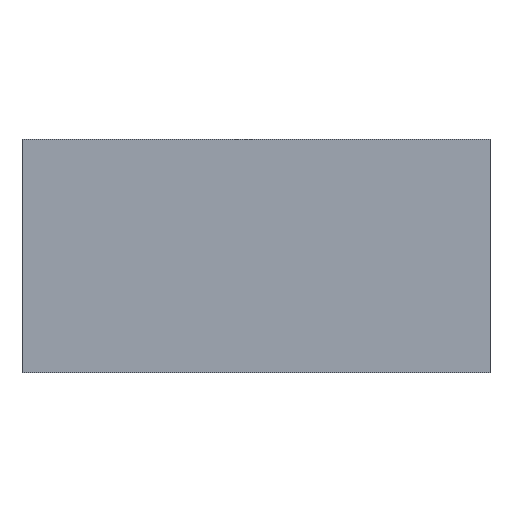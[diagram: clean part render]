
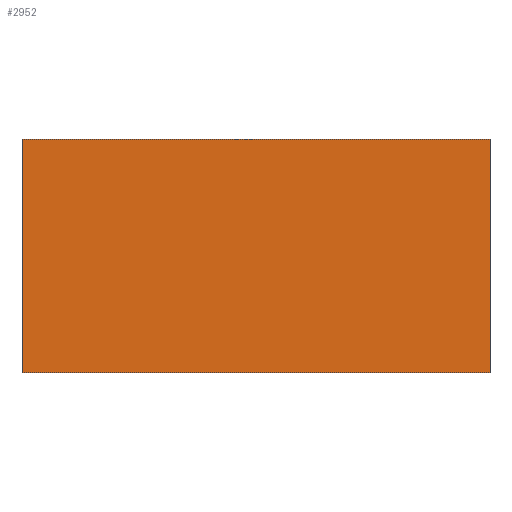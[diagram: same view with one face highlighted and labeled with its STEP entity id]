
A CAD part, front view. The second image highlights one B-rep face of the part: STEP entity #2952.
In plain terms, the highlighted planar face has unit normal (0, -1, 0).
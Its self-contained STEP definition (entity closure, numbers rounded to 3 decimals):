
#504=FACE_OUTER_BOUND('',#724,.T.);
#724=EDGE_LOOP('',(#2715,#2716,#2717,#2718));
#955=LINE('',#5064,#1189);
#956=LINE('',#5066,#1190);
#957=LINE('',#5068,#1191);
#958=LINE('',#5069,#1192);
#1189=VECTOR('',#4197,10.);
#1190=VECTOR('',#4198,10.);
#1191=VECTOR('',#4199,10.);
#1192=VECTOR('',#4200,10.);
#1499=VERTEX_POINT('',#5062);
#1500=VERTEX_POINT('',#5063);
#1501=VERTEX_POINT('',#5065);
#1502=VERTEX_POINT('',#5067);
#1911=EDGE_CURVE('',#1499,#1500,#955,.T.);
#1912=EDGE_CURVE('',#1500,#1501,#956,.T.);
#1913=EDGE_CURVE('',#1501,#1502,#957,.T.);
#1914=EDGE_CURVE('',#1502,#1499,#958,.T.);
#2715=ORIENTED_EDGE('',*,*,#1911,.T.);
#2716=ORIENTED_EDGE('',*,*,#1912,.T.);
#2717=ORIENTED_EDGE('',*,*,#1913,.T.);
#2718=ORIENTED_EDGE('',*,*,#1914,.T.);
#2825=PLANE('',#3333);
#2952=ADVANCED_FACE('',(#504),#2825,.T.);
#3333=AXIS2_PLACEMENT_3D('',#5061,#4195,#4196);
#4195=DIRECTION('center_axis',(0.,-1.,0.));
#4196=DIRECTION('ref_axis',(0.,0.,-1.));
#4197=DIRECTION('',(1.,0.,0.));
#4198=DIRECTION('',(0.,0.,1.));
#4199=DIRECTION('',(-1.,0.,0.));
#4200=DIRECTION('',(0.,0.,-1.));
#5061=CARTESIAN_POINT('Origin',(35.075,-7.25,12.5));
#5062=CARTESIAN_POINT('',(0.,-7.25,-5.));
#5063=CARTESIAN_POINT('',(70.15,-7.25,-5.));
#5064=CARTESIAN_POINT('',(35.075,-7.25,-5.));
#5065=CARTESIAN_POINT('',(70.15,-7.25,30.));
#5066=CARTESIAN_POINT('',(70.15,-7.25,12.5));
#5067=CARTESIAN_POINT('',(0.,-7.25,30.));
#5068=CARTESIAN_POINT('',(35.075,-7.25,30.));
#5069=CARTESIAN_POINT('',(0.,-7.25,12.5));
